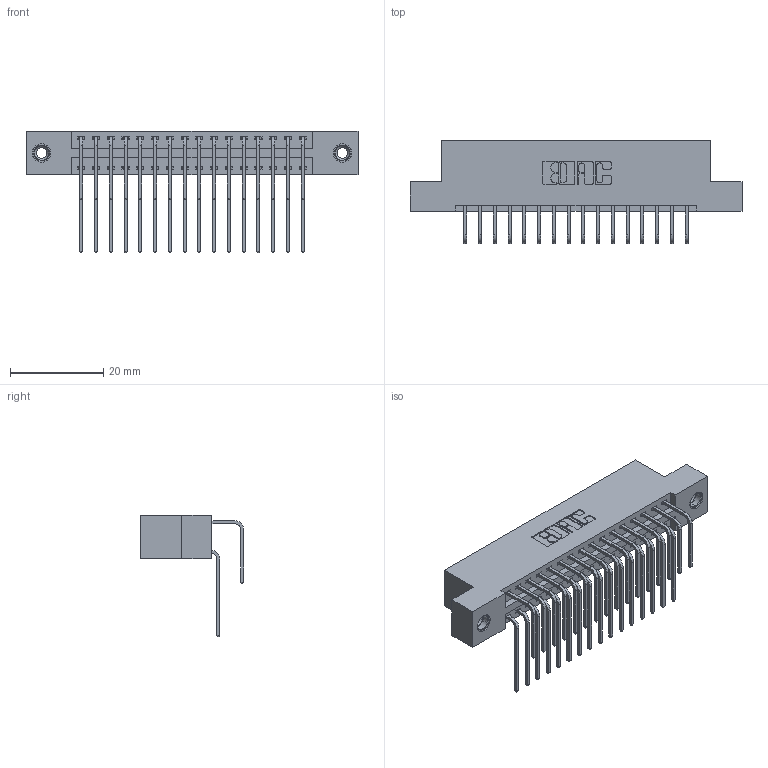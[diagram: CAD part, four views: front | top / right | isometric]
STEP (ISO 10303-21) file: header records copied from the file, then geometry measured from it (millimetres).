
FILE_DESCRIPTION (( 'STEP AP203' ), '1' );
FILE_NAME ('396-032-558-208.STEP', '2018-09-05T11:50:56', ( '' ), ( '' ), 'SwSTEP 2.0', 'SolidWorks 2016', '' );
FILE_SCHEMA (( 'CONFIG_CONTROL_DESIGN' ));
Length unit declared in the file: inch
Products named in the file (5): 396-032-558-208; 346 Part_Flush Mounting Lugs - 0.156 Dia-TI; 345-292-001_558 559 Tail - 1; 345-292-001_558 Tail - 2; 345-250-001_345-250-003-102
Assembly tree (35 placements, depth 2):
  396-032-558-208
    346 Part_Flush Mounting Lugs - 0.156 Dia-TI
    345-292-001_558 559 Tail - 1  x16
    345-292-001_558 Tail - 2  x16
    345-250-001_345-250-003-102  x2
Bounding box: 71.37 x 22.16 x 26.16 mm (x, y, z)
Volume: 6936 mm3; surface area: 10031 mm2
Topology: 35 solids, 35 shells, 1910 faces, 5617 edges, 3694 vertices
Faces by surface type: plane 1292, cylinder 602, cone 12, torus 4
Entity records: 16912 total; most frequent: CARTESIAN_POINT 2858, ORIENTED_EDGE 2734, DIRECTION 2569, EDGE_CURVE 1367, LINE 1111, VECTOR 1111, VERTEX_POINT 904, AXIS2_PLACEMENT_3D 729
